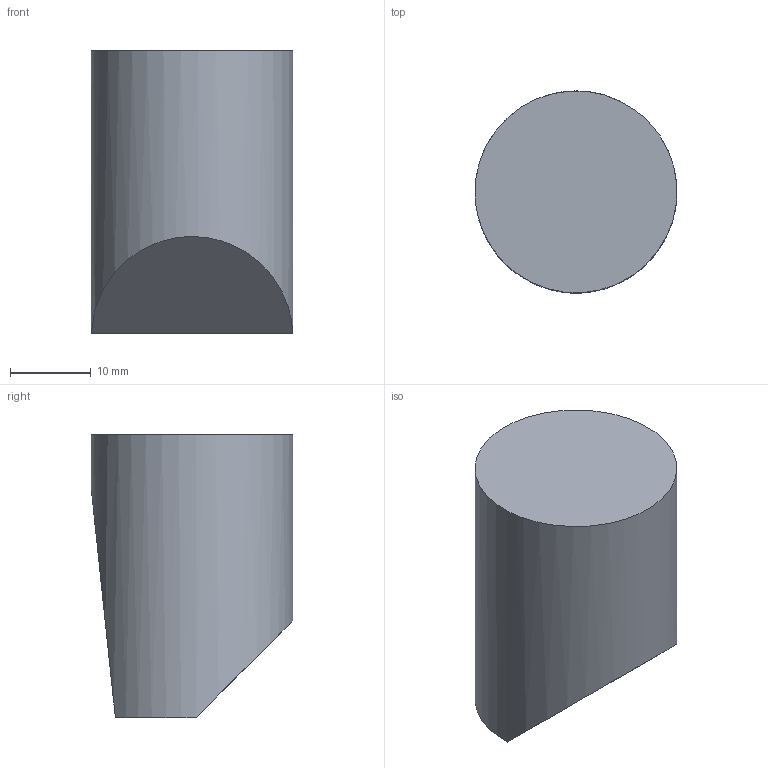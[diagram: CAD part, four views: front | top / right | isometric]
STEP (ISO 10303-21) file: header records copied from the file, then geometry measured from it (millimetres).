
FILE_DESCRIPTION(/* description */ (''),/* implementation_level */ '2;1');
FILE_NAME(/* name */ 'BAS25FGE35.stp',/* time_stamp */ '2017-10-23T16:42:19+05:00',/* author */ (''),/* organization */ (''),/* preprocessor_version */ 'ST-DEVELOPER v16',/* originating_system */ 'SIEMENS PLM Software NX 11.0',/* authorisation */ '');
FILE_SCHEMA (('AUTOMOTIVE_DESIGN { 1 0 10303 214 3 1 1 1 }'));
Length unit declared in the file: millimetre
Products named in the file (1): BAS25FGE35
Bounding box: 24.98 x 24.98 x 35.05 mm (x, y, z)
Volume: 14860.8 mm3; surface area: 3981 mm2
Topology: 1 solids, 1 shells, 9 faces, 23 edges, 16 vertices
Faces by surface type: plane 6, cylinder 2, cone 1
Full cylindrical faces by diameter (mm): 6 x1, 25 x1
Entity records: 336 total; most frequent: CARTESIAN_POINT 76, DIRECTION 53, ORIENTED_EDGE 34, AXIS2_PLACEMENT_3D 24, EDGE_CURVE 17, VERTEX_POINT 14, EDGE_LOOP 12, ADVANCED_FACE 9
